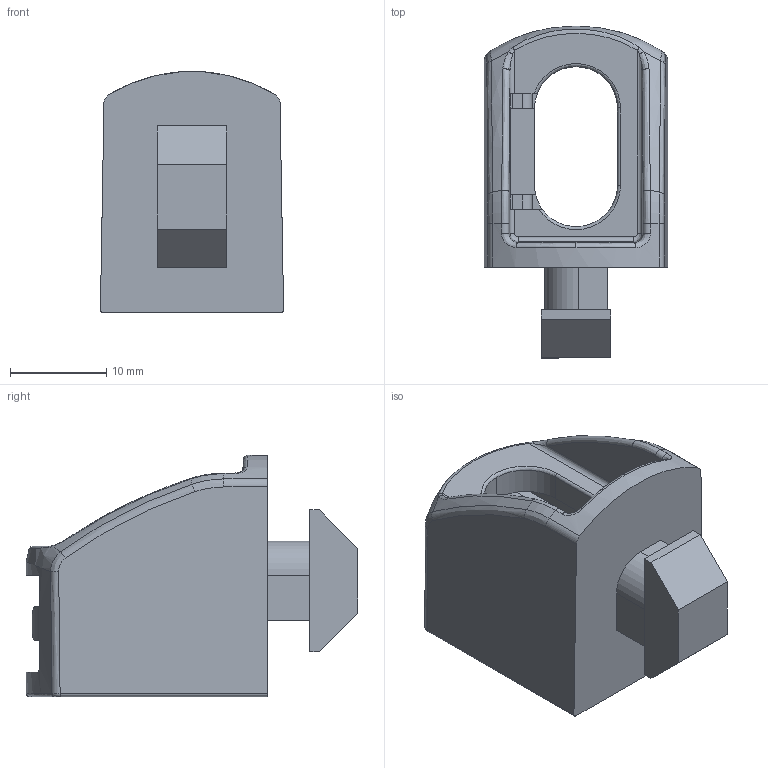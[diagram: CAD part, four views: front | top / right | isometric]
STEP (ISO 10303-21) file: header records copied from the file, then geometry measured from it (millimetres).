
FILE_DESCRIPTION (( 'STEP AP214' ), '1' );
FILE_NAME ('094700.STEP', '2014-08-27T12:15:58', ( '' ), ( '' ), 'SwSTEP 2.0', 'SolidWorks 2014', '' );
FILE_SCHEMA (( 'AUTOMOTIVE_DESIGN' ));
Length unit declared in the file: millimetre
Products named in the file (1): 094700
Bounding box: 18.99 x 34.4 x 25 mm (x, y, z)
Volume: 5034.3 mm3; surface area: 4115.8 mm2
Topology: 1 solids, 1 shells, 124 faces, 320 edges, 200 vertices
Faces by surface type: plane 49, cylinder 38, bspline 35, cone 2
Entity records: 6150 total; most frequent: CARTESIAN_POINT 1930, ORIENTED_EDGE 640, DIRECTION 529, EDGE_CURVE 320, VERTEX_POINT 200, AXIS2_PLACEMENT_3D 185, LINE 159, VECTOR 159
